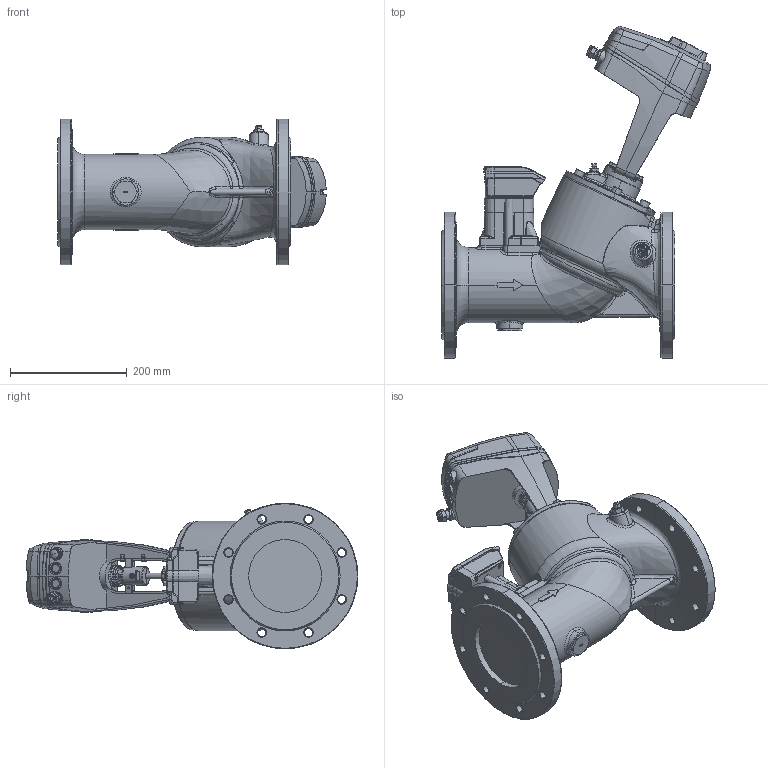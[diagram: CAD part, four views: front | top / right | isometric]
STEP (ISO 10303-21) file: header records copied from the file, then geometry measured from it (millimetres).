
FILE_DESCRIPTION (( 'STEP AP203' ), '1' );
FILE_NAME ('TA-Smart DN125 PN16.step', '2022-10-13T08:57:46', ( '' ), ( '' ), 'SwSTEP 2.0', 'SolidWorks 2019', '' );
FILE_SCHEMA (( 'CONFIG_CONTROL_DESIGN' ));
Length unit declared in the file: millimetre
Products named in the file (1): TA-Smart DN125 PN16
Bounding box: 460.6 x 569.32 x 250 mm (x, y, z)
Volume: 12851383.4 mm3; surface area: 876130.9 mm2
Topology: 41 solids, 45 shells, 2451 faces, 5928 edges, 3620 vertices
Faces by surface type: plane 714, cylinder 627, cone 462, bspline 325, torus 269, sphere 54
Entity records: 113978 total; most frequent: CARTESIAN_POINT 59614, ORIENTED_EDGE 11778, DIRECTION 10846, EDGE_CURVE 5889, AXIS2_PLACEMENT_3D 4301, VERTEX_POINT 3618, EDGE_LOOP 2643, FACE_OUTER_BOUND 2451
